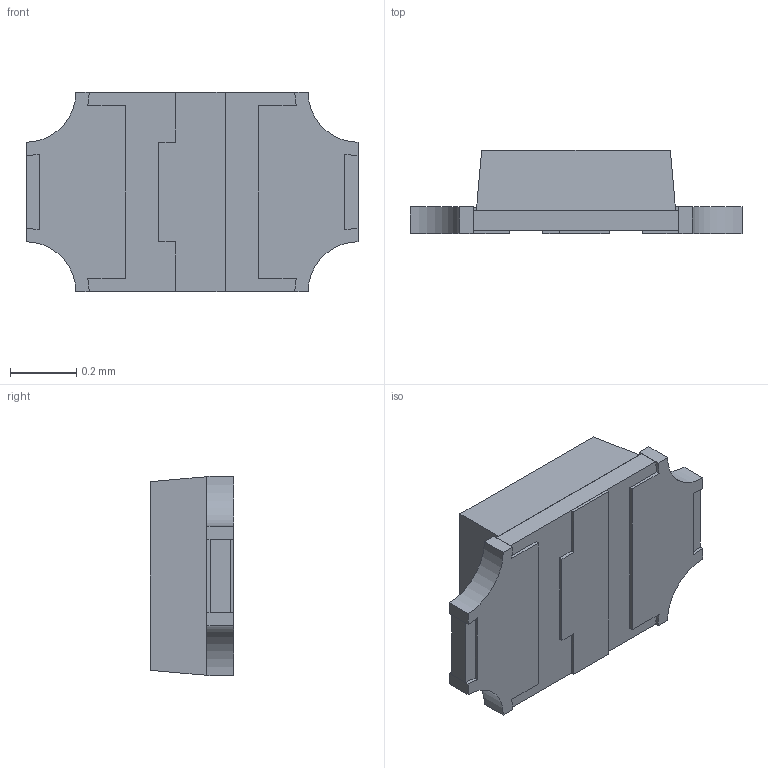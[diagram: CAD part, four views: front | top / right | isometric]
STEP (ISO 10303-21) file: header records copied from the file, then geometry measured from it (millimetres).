
FILE_DESCRIPTION(('CAx-IF Rec.Pracs.---Model Styling and Organization---1.5---2016-08-15','CAx-IF Rec.Pracs.---Geometric and Assembly Validation Properties---4.4---2016-08-17','CAx-IF Rec.Pracs.---User Defined Attributes---1.5---2016-08-15','CAx-IF Rec.Pracs.---External References---2.1---2005-01-19'),'2;1');
FILE_NAME('290730.step','2025-08-11T20:37:23',('Unspecified'),('Unspecified'),'CAD Exchanger 3.10.2 (cadexchanger.com)','Unspecified','');
FILE_SCHEMA(('AUTOMOTIVE_DESIGN { 1 0 10303 214 1 1 1 1 }'));
Length unit declared in the file: millimetre
Products named in the file (1): SML-P11UTT86R
Bounding box: 1 x 0.25 x 0.6 mm (x, y, z)
Volume: 0.1 mm3; surface area: 3.2 mm2
Topology: 7 solids, 7 shells, 98 faces, 252 edges, 168 vertices
Faces by surface type: plane 78, cylinder 20
Entity records: 3019 total; most frequent: CARTESIAN_POINT 519, ORIENTED_EDGE 504, DIRECTION 498, EDGE_CURVE 252, LINE 204, VECTOR 204, VERTEX_POINT 168, AXIS2_PLACEMENT_3D 147
